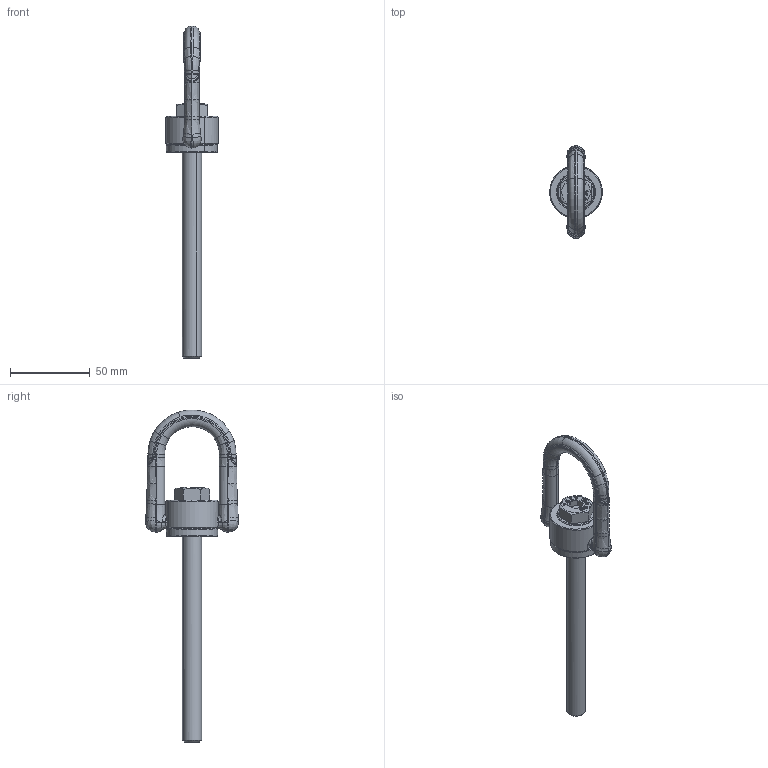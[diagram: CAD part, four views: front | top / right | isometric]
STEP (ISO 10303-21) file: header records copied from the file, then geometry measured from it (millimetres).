
FILE_DESCRIPTION(('CATIA V5 STEP Exchange'),'2;1');
FILE_NAME('Product1.stp','2017-09-25T07:15:19+00:00',('none'),('none'),'CATIA Version 5 Release 21 GA (IN-10)','CATIA V5 STEP AP203','none');
FILE_SCHEMA(('CONFIG_CONTROL_DESIGN'));
Products named in the file (1): 產品1
Assembly tree (5 placements, depth 2):
  產品1
    #58
    #873
    #1425
    #5849
    #29190
Bounding box: 32.96 x 58.16 x 207.92 mm (x, y, z)
Volume: 53420.2 mm3; surface area: 20093.9 mm2
Topology: 5 solids, 5 shells, 965 faces, 2500 edges, 1568 vertices
Faces by surface type: plane 506, bspline 286, cylinder 110, cone 40, torus 23
Entity records: 43279 total; most frequent: CARTESIAN_POINT 22542, ORIENTED_EDGE 5000, DIRECTION 2904, EDGE_CURVE 2500, VERTEX_POINT 1568, VECTOR 1476, LINE 1476, EDGE_LOOP 994
